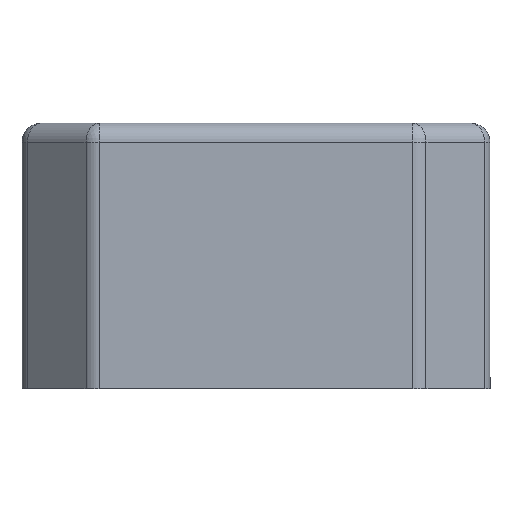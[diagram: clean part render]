
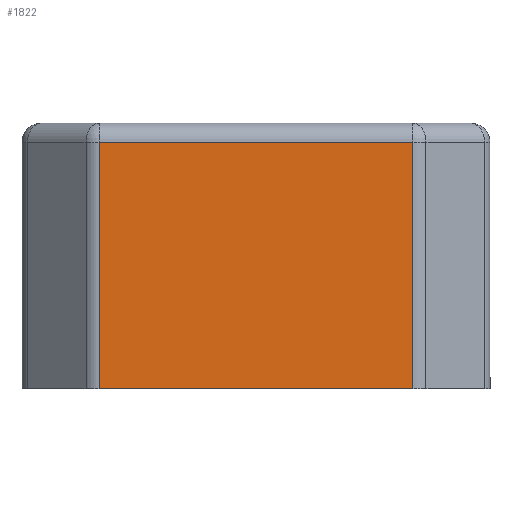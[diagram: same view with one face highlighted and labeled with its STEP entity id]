
A CAD part, left-side view. The second image highlights one B-rep face of the part: STEP entity #1822.
In plain terms, the highlighted planar face has unit normal (-1, 0, 0).
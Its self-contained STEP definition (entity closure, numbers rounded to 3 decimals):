
#95=PLANE('',#2047);
#198=FACE_OUTER_BOUND('',#308,.T.);
#308=EDGE_LOOP('',(#1573,#1574,#1575,#1576));
#455=LINE('',#3207,#605);
#464=LINE('',#3234,#614);
#465=LINE('',#3238,#615);
#466=LINE('',#3239,#616);
#605=VECTOR('',#2569,10.);
#614=VECTOR('',#2602,10.);
#615=VECTOR('',#2607,10.);
#616=VECTOR('',#2608,10.);
#863=VERTEX_POINT('',#3204);
#864=VERTEX_POINT('',#3206);
#870=VERTEX_POINT('',#3233);
#871=VERTEX_POINT('',#3237);
#1112=EDGE_CURVE('',#863,#864,#455,.T.);
#1126=EDGE_CURVE('',#864,#870,#464,.T.);
#1128=EDGE_CURVE('',#871,#863,#465,.T.);
#1129=EDGE_CURVE('',#870,#871,#466,.T.);
#1573=ORIENTED_EDGE('',*,*,#1112,.F.);
#1574=ORIENTED_EDGE('',*,*,#1128,.F.);
#1575=ORIENTED_EDGE('',*,*,#1129,.F.);
#1576=ORIENTED_EDGE('',*,*,#1126,.F.);
#1822=ADVANCED_FACE('',(#198),#95,.T.);
#2047=AXIS2_PLACEMENT_3D('',#3236,#2605,#2606);
#2569=DIRECTION('',(0.,-1.,0.));
#2602=DIRECTION('',(0.,0.,-1.));
#2605=DIRECTION('center_axis',(-1.,0.,0.));
#2606=DIRECTION('ref_axis',(0.,-1.,0.));
#2607=DIRECTION('',(0.,0.,1.));
#2608=DIRECTION('',(0.,1.,0.));
#3204=CARTESIAN_POINT('',(-45.5,24.757,39.));
#3206=CARTESIAN_POINT('',(-45.5,-24.757,39.));
#3207=CARTESIAN_POINT('',(-45.5,13.,39.));
#3233=CARTESIAN_POINT('',(-45.5,-24.757,0.));
#3234=CARTESIAN_POINT('',(-45.5,-24.757,0.));
#3236=CARTESIAN_POINT('Origin',(-45.5,26.,0.));
#3237=CARTESIAN_POINT('',(-45.5,24.757,0.));
#3238=CARTESIAN_POINT('',(-45.5,24.757,0.));
#3239=CARTESIAN_POINT('',(-45.5,-26.,0.));
